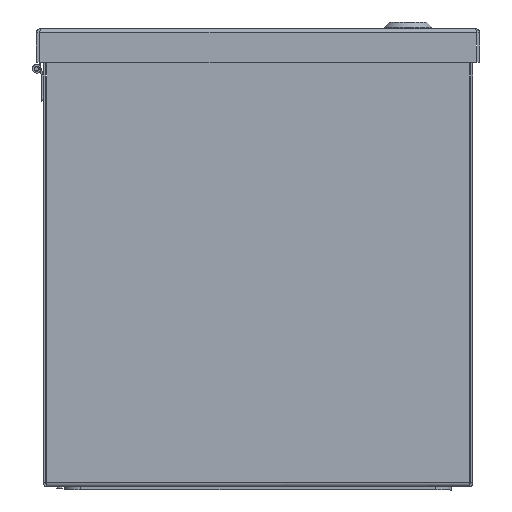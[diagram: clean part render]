
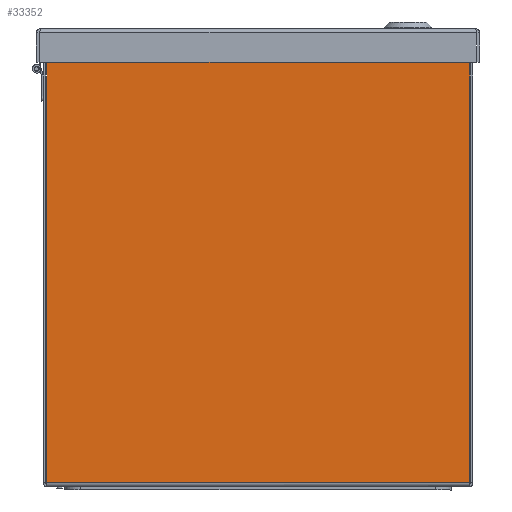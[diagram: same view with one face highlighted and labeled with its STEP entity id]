
A CAD part, left-side view. The second image highlights one B-rep face of the part: STEP entity #33352.
In plain terms, the highlighted planar face has unit normal (-1, 0, 0).
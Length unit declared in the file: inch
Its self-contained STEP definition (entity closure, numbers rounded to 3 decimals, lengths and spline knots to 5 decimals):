
#41 = CARTESIAN_POINT ( 'NONE',  ( -8., 3.92319, -7.22025 ) ) ;
#4956 = CARTESIAN_POINT ( 'NONE',  ( -8., -0.9989, -7.22025 ) ) ;
#5844 = PLANE ( 'NONE',  #13252 ) ;
#7697 = VERTEX_POINT ( 'NONE', #13303 ) ;
#9126 = DIRECTION ( 'NONE',  ( 0., 0., 1. ) ) ;
#10625 = CARTESIAN_POINT ( 'NONE',  ( -8., -5.92099, -7.22025 ) ) ;
#13193 = EDGE_CURVE ( 'NONE', #29666, #33830, #20469, .T. ) ;
#13252 = AXIS2_PLACEMENT_3D ( 'NONE', #39931, #16132, #9126 ) ;
#13303 = CARTESIAN_POINT ( 'NONE',  ( -8., -5.92099, 2.59325 ) ) ;
#14602 = CARTESIAN_POINT ( 'NONE',  ( -8., 3.92319, 2.59325 ) ) ;
#15014 = VECTOR ( 'NONE', #15235, 39.37008 ) ;
#15235 = DIRECTION ( 'NONE',  ( 0., 1., 0. ) ) ;
#15653 = LINE ( 'NONE', #19737, #28295 ) ;
#16132 = DIRECTION ( 'NONE',  ( 1., 0., 0. ) ) ;
#16696 = LINE ( 'NONE', #33138, #23014 ) ;
#19054 = EDGE_CURVE ( 'NONE', #33830, #7697, #16696, .T. ) ;
#19308 = VERTEX_POINT ( 'NONE', #10625 ) ;
#19396 = VECTOR ( 'NONE', #37267, 39.37008 ) ;
#19488 = FACE_OUTER_BOUND ( 'NONE', #35387, .T. ) ;
#19737 = CARTESIAN_POINT ( 'NONE',  ( -8., -5.92099, 2.6865 ) ) ;
#20469 = LINE ( 'NONE', #41, #19396 ) ;
#23014 = VECTOR ( 'NONE', #26921, 39.37008 ) ;
#26619 = LINE ( 'NONE', #4956, #15014 ) ;
#26663 = CARTESIAN_POINT ( 'NONE',  ( -8., 3.92319, -7.22025 ) ) ;
#26921 = DIRECTION ( 'NONE',  ( 0., -1., 0. ) ) ;
#28295 = VECTOR ( 'NONE', #40174, 39.37008 ) ;
#28475 = ORIENTED_EDGE ( 'NONE', *, *, #32005, .F. ) ;
#29666 = VERTEX_POINT ( 'NONE', #26663 ) ;
#32005 = EDGE_CURVE ( 'NONE', #19308, #29666, #26619, .T. ) ;
#33138 = CARTESIAN_POINT ( 'NONE',  ( -8., -0.9989, 2.59325 ) ) ;
#33352 = ADVANCED_FACE ( 'NONE', ( #19488 ), #5844, .F. ) ;
#33830 = VERTEX_POINT ( 'NONE', #14602 ) ;
#34922 = EDGE_CURVE ( 'NONE', #7697, #19308, #15653, .T. ) ;
#35387 = EDGE_LOOP ( 'NONE', ( #37144, #28475, #41831, #39509 ) ) ;
#37144 = ORIENTED_EDGE ( 'NONE', *, *, #13193, .F. ) ;
#37267 = DIRECTION ( 'NONE',  ( 0., 0., 1. ) ) ;
#39509 = ORIENTED_EDGE ( 'NONE', *, *, #19054, .F. ) ;
#39931 = CARTESIAN_POINT ( 'NONE',  ( -8., -0.9989, -2.29786 ) ) ;
#40174 = DIRECTION ( 'NONE',  ( 0., 0., -1. ) ) ;
#41831 = ORIENTED_EDGE ( 'NONE', *, *, #34922, .F. ) ;
